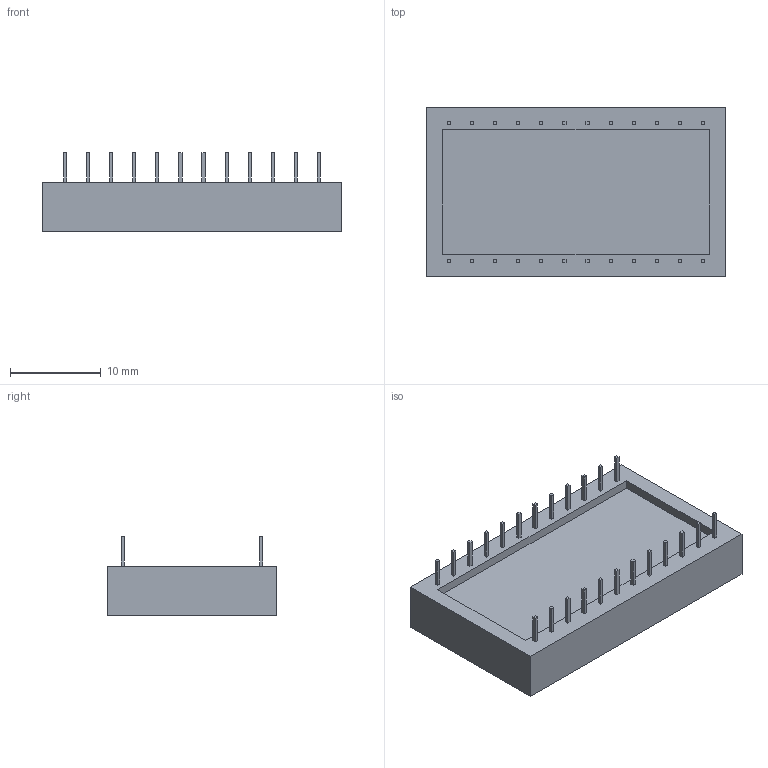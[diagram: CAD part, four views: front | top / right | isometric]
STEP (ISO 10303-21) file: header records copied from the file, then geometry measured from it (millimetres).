
FILE_DESCRIPTION(/* description */ (''),/* implementation_level */ '2;1');
FILE_NAME(/* name */ '100141299ugm000_b.stp',/* time_stamp */ '2016-09-23T12:02:09+02:00',/* author */ (''),/* organization */ (''),/* preprocessor_version */ 'ST-DEVELOPER v16',/* originating_system */ 'SIEMENS PLM Software NX 10.0',/* authorisation */ '');
FILE_SCHEMA (('AUTOMOTIVE_DESIGN { 1 0 10303 214 3 1 1 1 }'));
Length unit declared in the file: millimetre
Products named in the file (1): 100141299ugm000_b
Bounding box: 33 x 18.7 x 8.6 mm (x, y, z)
Volume: 2939 mm3; surface area: 1986.3 mm2
Topology: 1 solids, 1 shells, 131 faces, 312 edges, 208 vertices
Faces by surface type: plane 131
Entity records: 4579 total; most frequent: CARTESIAN_POINT 652, ORIENTED_EDGE 624, DIRECTION 576, EDGE_CURVE 312, LINE 312, VECTOR 312, VERTEX_POINT 208, EDGE_LOOP 156
